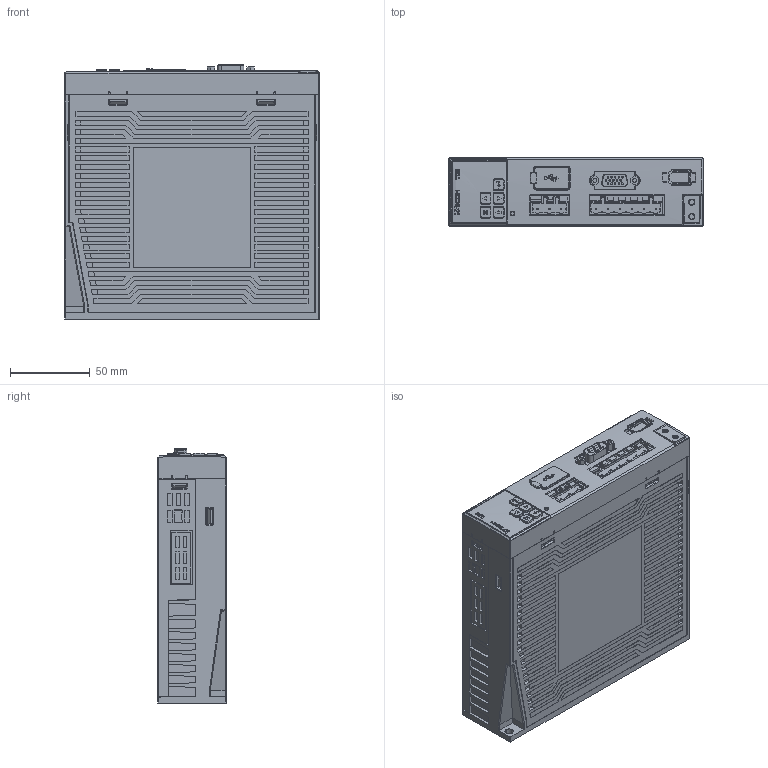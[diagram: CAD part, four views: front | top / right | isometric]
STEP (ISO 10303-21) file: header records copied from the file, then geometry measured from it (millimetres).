
FILE_DESCRIPTION((''),'2;1');
FILE_NAME('VD3E-A','2022-05-13T19:02:37',('Administrator'),(''),'CREO PARAMETRIC BY PTC INC, 2018050','CREO PARAMETRIC BY PTC INC, 2018050','');
FILE_SCHEMA(('CONFIG_CONTROL_DESIGN'));
Products named in the file (1): VD3E-A
Bounding box: 160 x 43 x 159.75 mm (x, y, z)
Volume: 1044898.2 mm3; surface area: 105729.9 mm2
Topology: 1 solids, 20 shells, 2991 faces, 7950 edges, 5219 vertices
Faces by surface type: plane 2087, cylinder 672, cone 115, bspline 48, torus 42, extrusion 26, sphere 1
Entity records: 96358 total; most frequent: CARTESIAN_POINT 22609, ORIENTED_EDGE 15898, DIRECTION 14158, EDGE_CURVE 7949, VECTOR 5846, LINE 5820, VERTEX_POINT 5219, AXIS2_PLACEMENT_3D 4156
